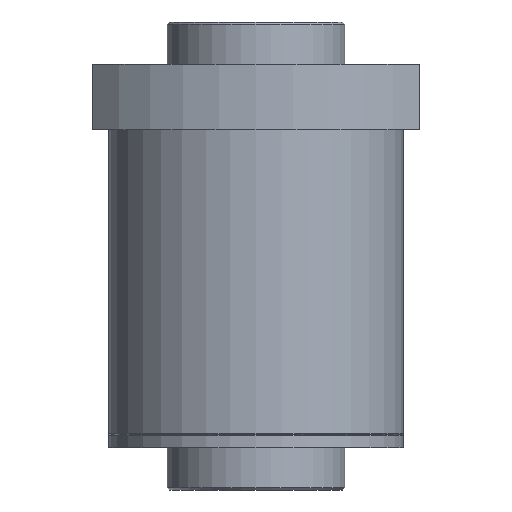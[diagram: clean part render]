
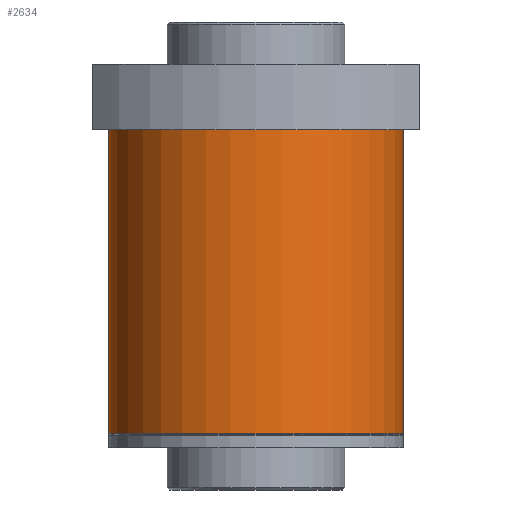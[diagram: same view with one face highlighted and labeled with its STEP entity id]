
A CAD part, front view. The second image highlights one B-rep face of the part: STEP entity #2634.
In plain terms, the highlighted cylindrical face has radius 31.5 mm (diameter 63 mm), a full revolution.
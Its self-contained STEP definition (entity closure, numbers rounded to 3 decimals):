
#33=CYLINDRICAL_SURFACE('',#2856,31.5);
#120=CIRCLE('',#2855,31.5);
#121=CIRCLE('',#2857,31.5);
#738=ORIENTED_EDGE('',*,*,#1484,.T.);
#739=ORIENTED_EDGE('',*,*,#1485,.F.);
#1484=EDGE_CURVE('',#1853,#1853,#120,.T.);
#1485=EDGE_CURVE('',#1854,#1854,#121,.T.);
#1853=VERTEX_POINT('',#4204);
#1854=VERTEX_POINT('',#4207);
#2117=EDGE_LOOP('',(#738));
#2118=EDGE_LOOP('',(#739));
#2341=FACE_BOUND('',#2117,.T.);
#2342=FACE_BOUND('',#2118,.T.);
#2634=ADVANCED_FACE('',(#2341,#2342),#33,.T.);
#2855=AXIS2_PLACEMENT_3D('',#4203,#3224,#3225);
#2856=AXIS2_PLACEMENT_3D('',#4205,#3226,#3227);
#2857=AXIS2_PLACEMENT_3D('',#4206,#3228,#3229);
#3224=DIRECTION('',(0.,0.,-1.));
#3225=DIRECTION('',(-1.,0.,0.));
#3226=DIRECTION('',(0.,0.,-1.));
#3227=DIRECTION('',(-1.,0.,0.));
#3228=DIRECTION('',(0.,0.,-1.));
#3229=DIRECTION('',(-1.,0.,0.));
#4203=CARTESIAN_POINT('',(0.,0.,68.));
#4204=CARTESIAN_POINT('',(-31.5,0.,68.));
#4205=CARTESIAN_POINT('',(0.,0.,0.));
#4206=CARTESIAN_POINT('',(0.,0.,3.));
#4207=CARTESIAN_POINT('',(-31.5,0.,3.));
